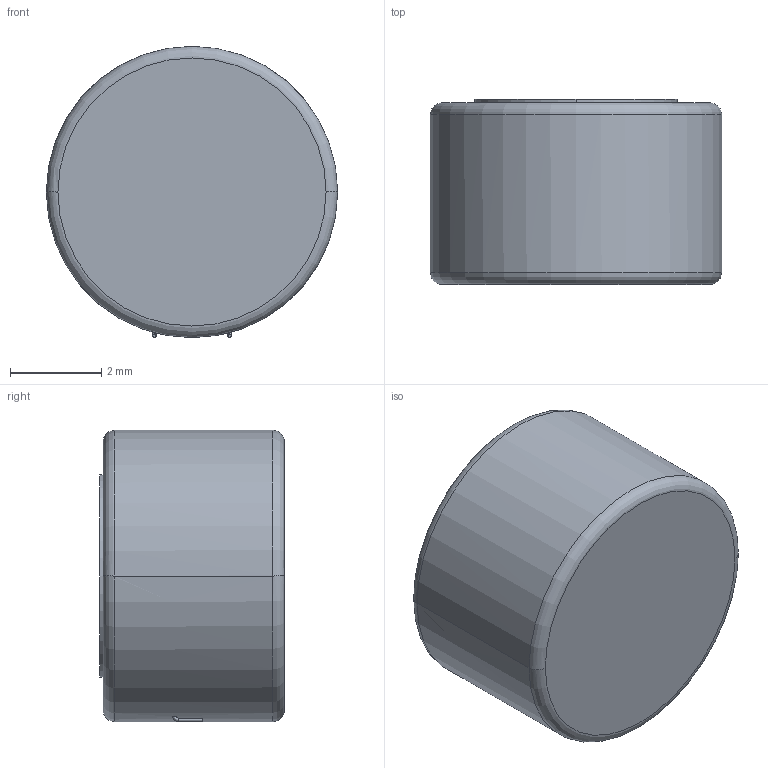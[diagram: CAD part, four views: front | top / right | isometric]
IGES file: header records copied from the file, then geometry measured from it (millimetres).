
Start section:  PTC IGES file: asm0001_asm.igs
Global section: file name: asm0001_asm.igs; native system: Creo Parametric by Parametric Technology Corporation; preprocessor: 2012480; author: JaLiu; organization: Unknown; date: 20141210.133356; units: inch
Bounding box: 6.4 x 4.06 x 6.4 mm (x, y, z)
Surface area: 141.5 mm2 (no closed solid volume)
Topology: 0 solids, 0 shells, 21 faces, 96 edges, 96 vertices
Faces by surface type: revolution 16, bspline 5
